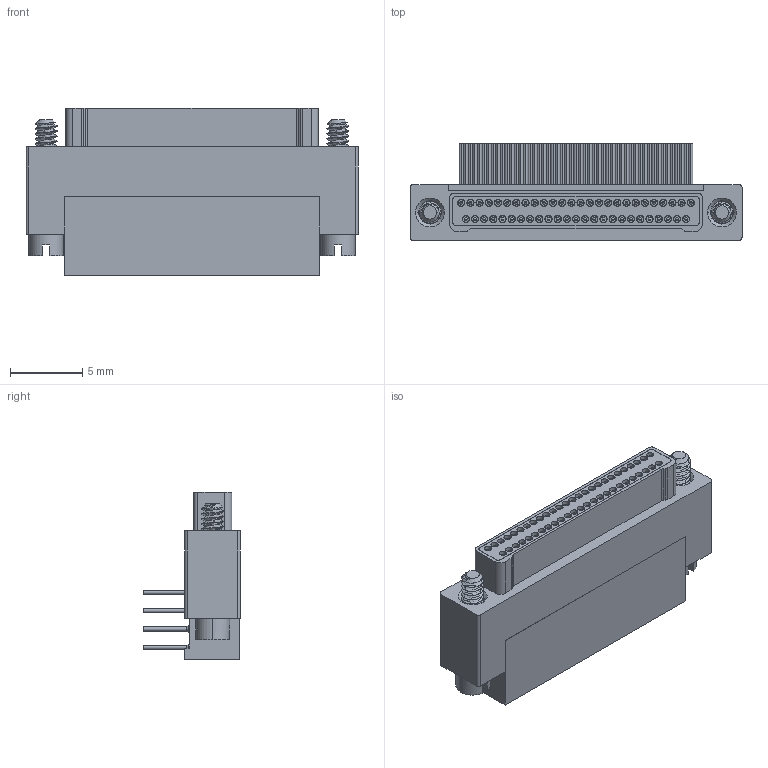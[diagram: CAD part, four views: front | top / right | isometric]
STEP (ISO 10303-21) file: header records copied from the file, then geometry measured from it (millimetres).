
FILE_DESCRIPTION((''),'2;1');
FILE_NAME('J63A-2E2-051-321-JC_ASM','2024-12-12T',('gongcheng6'),(''),'PRO/ENGINEER BY PARAMETRIC TECHNOLOGY CORPORATION, 2010280','PRO/ENGINEER BY PARAMETRIC TECHNOLOGY CORPORATION, 2010280','');
FILE_SCHEMA(('CONFIG_CONTROL_DESIGN'));
Length unit declared in the file: millimetre
Products named in the file (9): PRT0031; PRT0032; PRT0033; PRT0034; PRT0035; PRODUCT_11272; ASM0017_ASM; _J63A-2E2-051-321-JC; J63A-2E2-051-321-JC_ASM
Assembly tree (56 placements, depth 3):
  J63A-2E2-051-321-JC_ASM
    ASM0017_ASM
      PRT0031  x13
      PRT0032  x12
      PRT0033  x13
      PRT0034  x13
      PRT0035
      PRODUCT_11272  x2
    _J63A-2E2-051-321-JC
Bounding box: 22.96 x 6.71 x 11.57 mm (x, y, z)
Volume: 776.7 mm3; surface area: 1929.8 mm2
Topology: 3 solids, 105 shells, 1551 faces, 3640 edges, 2101 vertices
Faces by surface type: cylinder 816, cone 316, plane 211, torus 102, sphere 102, bspline 4
Entity records: 17539 total; most frequent: CARTESIAN_POINT 8275, DIRECTION 2142, ORIENTED_EDGE 1658, AXIS2_PLACEMENT_3D 891, EDGE_CURVE 845, VERTEX_POINT 546, EDGE_LOOP 433, CIRCLE 404
